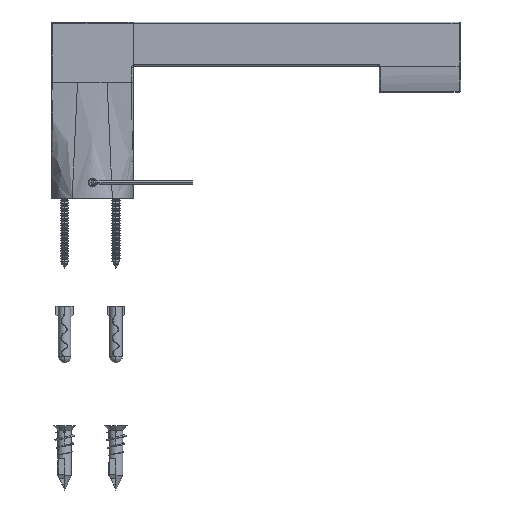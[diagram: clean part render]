
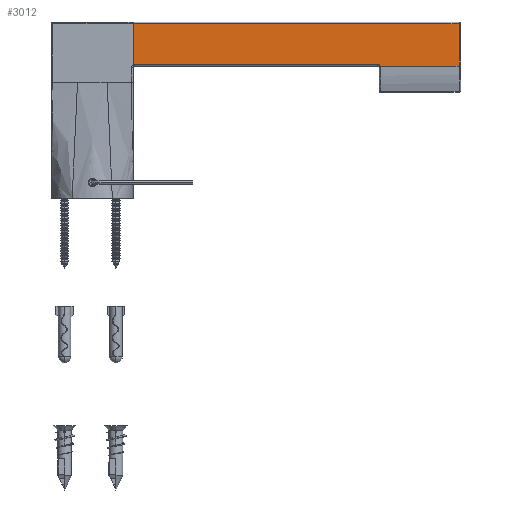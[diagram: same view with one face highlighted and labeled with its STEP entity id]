
A CAD part, front view. The second image highlights one B-rep face of the part: STEP entity #3012.
In plain terms, the highlighted planar face has unit normal (0, -1, 0).
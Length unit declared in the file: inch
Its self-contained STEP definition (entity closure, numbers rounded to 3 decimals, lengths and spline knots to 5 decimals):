
#66=DIRECTION('',(0.,0.,-1.));
#67=VECTOR('',#66,0.82304);
#68=CARTESIAN_POINT('',(0.81,-0.79125,3.47));
#69=LINE('',#68,#67);
#730=DIRECTION('',(-1.,0.,0.));
#731=VECTOR('',#730,6.475);
#732=CARTESIAN_POINT('',(7.285,-0.79125,3.47));
#733=LINE('',#732,#731);
#734=DIRECTION('',(0.,0.,1.));
#735=VECTOR('',#734,0.845);
#736=CARTESIAN_POINT('',(7.285,-0.79125,2.625));
#737=LINE('',#736,#735);
#738=CARTESIAN_POINT('',(5.6675,-0.79125,2.595));
#739=DIRECTION('',(0.,1.,0.));
#740=DIRECTION('',(0.,0.,1.));
#741=AXIS2_PLACEMENT_3D('',#738,#739,#740);
#743=DIRECTION('',(1.,0.,0.));
#744=VECTOR('',#743,4.8275);
#745=CARTESIAN_POINT('',(0.84,-0.79125,
2.655));
#746=LINE('',#745,#744);
#747=CARTESIAN_POINT('',(0.81,-0.79125,
2.64696));
#748=CARTESIAN_POINT('',(0.81469,-0.79125,
2.64967));
#749=CARTESIAN_POINT('',(0.82444,-0.79125,
2.65363));
#750=CARTESIAN_POINT('',(0.83471,-0.79125,
2.655));
#751=CARTESIAN_POINT('',(0.84,-0.79125,
2.655));
#983=CARTESIAN_POINT('',(5.71946,-0.79125,2.625));
#989=DIRECTION('',(1.,0.,0.));
#990=VECTOR('',#989,1.56554);
#991=CARTESIAN_POINT('',(5.71946,-0.79125,2.625));
#992=LINE('',#991,#990);
#1269=CARTESIAN_POINT('',(0.81,-0.79125,3.47));
#1270=VERTEX_POINT('',#1269);
#1272=CARTESIAN_POINT('',(7.285,-0.79125,3.47));
#1273=VERTEX_POINT('',#1272);
#1278=CARTESIAN_POINT('',(7.285,-0.79125,2.625));
#1279=VERTEX_POINT('',#1278);
#1298=VERTEX_POINT('',#983);
#1300=CARTESIAN_POINT('',(5.6675,-0.79125,2.655));
#1301=VERTEX_POINT('',#1300);
#1304=CARTESIAN_POINT('',(0.84,-0.79125,
2.655));
#1305=VERTEX_POINT('',#1304);
#1308=VERTEX_POINT('',#747);
#2993=CARTESIAN_POINT('',(0.,-0.79125,0.));
#2994=DIRECTION('',(0.,1.,0.));
#2995=DIRECTION('',(1.,0.,0.));
#2996=AXIS2_PLACEMENT_3D('',#2993,#2994,#2995);
#2997=PLANE('',#2996);
#2999=ORIENTED_EDGE('',*,*,#2998,.F.);
#3001=ORIENTED_EDGE('',*,*,#3000,.F.);
#3003=ORIENTED_EDGE('',*,*,#3002,.F.);
#3005=ORIENTED_EDGE('',*,*,#3004,.F.);
#3007=ORIENTED_EDGE('',*,*,#3006,.F.);
#3008=ORIENTED_EDGE('',*,*,#2983,.F.);
#3009=ORIENTED_EDGE('',*,*,#1547,.F.);
#3010=EDGE_LOOP('',(#2999,#3001,#3003,#3005,#3007,#3008,#3009));
#3011=FACE_OUTER_BOUND('',#3010,.F.);
#3012=ADVANCED_FACE('',(#3011),#2997,.F.);
#742=CIRCLE('',#741,0.06);
#752=B_SPLINE_CURVE_WITH_KNOTS('',3,(#747,#748,#749,#750,#751),.UNSPECIFIED.,
.F.,.F.,(4,1,4),(0.,0.5,1.),.UNSPECIFIED.);
#1547=EDGE_CURVE('',#1270,#1308,#69,.T.);
#2983=EDGE_CURVE('',#1308,#1305,#752,.T.);
#2998=EDGE_CURVE('',#1273,#1270,#733,.T.);
#3000=EDGE_CURVE('',#1279,#1273,#737,.T.);
#3002=EDGE_CURVE('',#1298,#1279,#992,.T.);
#3004=EDGE_CURVE('',#1301,#1298,#742,.T.);
#3006=EDGE_CURVE('',#1305,#1301,#746,.T.);
